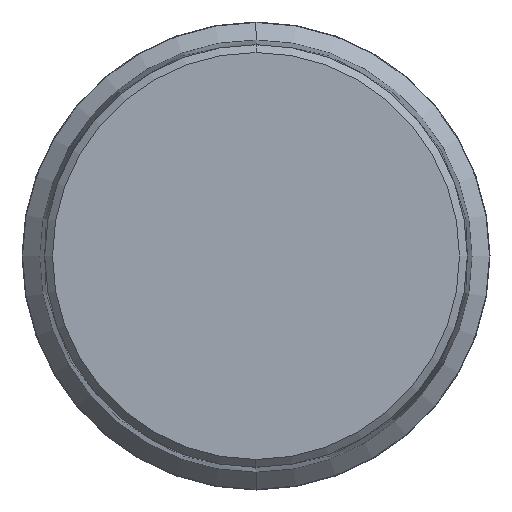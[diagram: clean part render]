
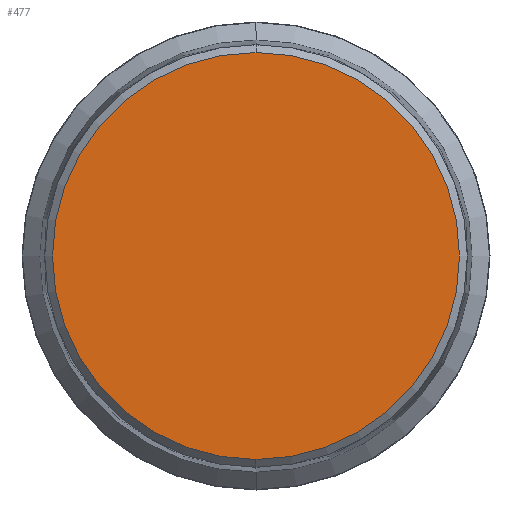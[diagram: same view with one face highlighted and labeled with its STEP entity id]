
A CAD part, front view. The second image highlights one B-rep face of the part: STEP entity #477.
In plain terms, the highlighted planar face has unit normal (0, -1, 0).
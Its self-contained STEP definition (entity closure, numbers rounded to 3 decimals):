
#477=ADVANCED_FACE('',(#870),#871,.T.);
#870=FACE_OUTER_BOUND('',#1269,.T.);
#871=PLANE('',#1270);
#1269=EDGE_LOOP('',(#2143,#2144));
#1270=AXIS2_PLACEMENT_3D('',#2145,#2146,#2147);
#2143=ORIENTED_EDGE('',*,*,#2452,.T.);
#2144=ORIENTED_EDGE('',*,*,#2483,.T.);
#2145=CARTESIAN_POINT('',(0.0,-18.0,6.522));
#2146=DIRECTION('',(0.0,-1.0,0.0));
#2147=DIRECTION('',(0.0,0.0,1.0));
#2452=EDGE_CURVE('',#2901,#2905,#2907,.T.);
#2483=EDGE_CURVE('',#2905,#2901,#2949,.T.);
#2901=VERTEX_POINT('',#3585);
#2905=VERTEX_POINT('',#3590);
#2907=CIRCLE('',#3593,13.044);
#2949=CIRCLE('',#3643,13.044);
#3585=CARTESIAN_POINT('',(0.0,-18.0,13.044));
#3590=CARTESIAN_POINT('',(0.,-18.0,-13.044));
#3593=AXIS2_PLACEMENT_3D('',#4040,#4041,#4042);
#3643=AXIS2_PLACEMENT_3D('',#4084,#4085,#4086);
#4040=CARTESIAN_POINT('',(0.0,-18.0,0.0));
#4041=DIRECTION('',(0.0,-1.0,0.0));
#4042=DIRECTION('',(0.0,0.0,1.0));
#4084=CARTESIAN_POINT('',(0.0,-18.0,0.0));
#4085=DIRECTION('',(0.0,-1.0,0.0));
#4086=DIRECTION('',(0.0,0.0,1.0));
